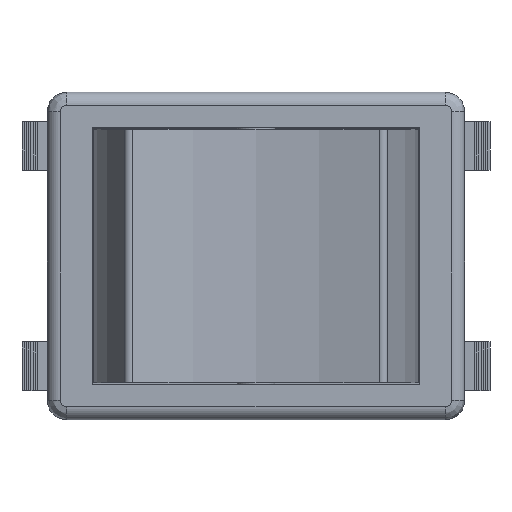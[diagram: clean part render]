
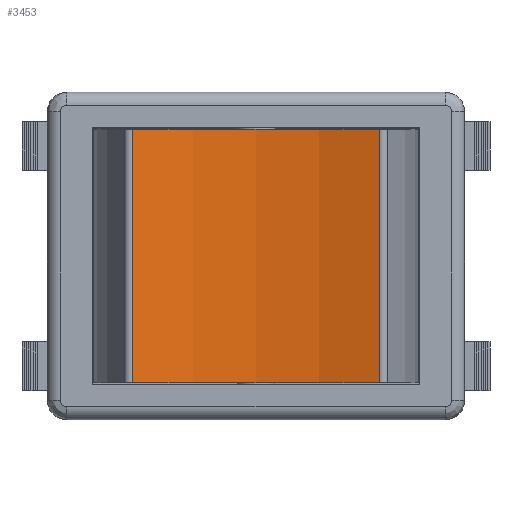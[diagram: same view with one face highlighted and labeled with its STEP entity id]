
A CAD part, top view. The second image highlights one B-rep face of the part: STEP entity #3453.
In plain terms, the highlighted cylindrical face has radius 28.263 mm (diameter 56.525 mm), a partial arc.
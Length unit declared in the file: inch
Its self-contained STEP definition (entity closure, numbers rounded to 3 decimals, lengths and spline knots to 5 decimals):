
#3384=CARTESIAN_POINT('',(0.374,-0.38386,0.92576));
#3385=VERTEX_POINT('',#3384);
#3403=CARTESIAN_POINT('',(0.374,0.38386,0.92576));
#3404=VERTEX_POINT('',#3403);
#3412=CARTESIAN_POINT('',(0.374,0.38386,0.92576));
#3413=DIRECTION('',(0.0,-1.0,0.0));
#3414=VECTOR('',#3413,0.76772);
#3415=LINE('',#3412,#3414);
#3416=EDGE_CURVE('',#3404,#3385,#3415,.T.);
#3421=CARTESIAN_POINT('',(0.,0.42224,1.97373));
#3422=DIRECTION('',(0.0,-1.0,0.0));
#3423=DIRECTION('',(0.351,0.0,0.936));
#3424=AXIS2_PLACEMENT_3D('',#3421,#3422,#3423);
#3425=CYLINDRICAL_SURFACE('',#3424,1.1127);
#3426=ORIENTED_EDGE('',*,*,#3416,.F.);
#3427=CARTESIAN_POINT('',(-0.374,0.38386,0.92576));
#3428=VERTEX_POINT('',#3427);
#3429=CARTESIAN_POINT('',(0.,0.38386,1.97373));
#3430=DIRECTION('',(0.0,1.0,0.0));
#3431=DIRECTION('',(0.351,0.0,0.936));
#3432=AXIS2_PLACEMENT_3D('',#3429,#3430,#3431);
#3433=CIRCLE('',#3432,1.1127);
#3434=EDGE_CURVE('',#3404,#3428,#3433,.T.);
#3435=ORIENTED_EDGE('',*,*,#3434,.T.);
#3436=CARTESIAN_POINT('',(-0.374,-0.38386,0.92576));
#3437=VERTEX_POINT('',#3436);
#3438=CARTESIAN_POINT('',(-0.374,-0.38386,0.92576));
#3439=DIRECTION('',(0.0,1.0,0.0));
#3440=VECTOR('',#3439,0.76772);
#3441=LINE('',#3438,#3440);
#3442=EDGE_CURVE('',#3437,#3428,#3441,.T.);
#3443=ORIENTED_EDGE('',*,*,#3442,.F.);
#3444=CARTESIAN_POINT('',(0.,-0.38386,1.97373));
#3445=DIRECTION('',(0.0,-1.0,0.0));
#3446=DIRECTION('',(0.351,0.0,0.936));
#3447=AXIS2_PLACEMENT_3D('',#3444,#3445,#3446);
#3448=CIRCLE('',#3447,1.1127);
#3449=EDGE_CURVE('',#3437,#3385,#3448,.T.);
#3450=ORIENTED_EDGE('',*,*,#3449,.T.);
#3451=EDGE_LOOP('',(#3426,#3435,#3443,#3450));
#3452=FACE_OUTER_BOUND('',#3451,.T.);
#3453=ADVANCED_FACE('',(#3452),#3425,.F.);
